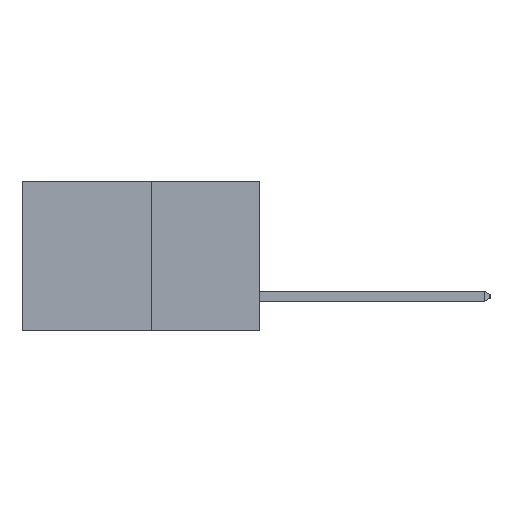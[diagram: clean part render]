
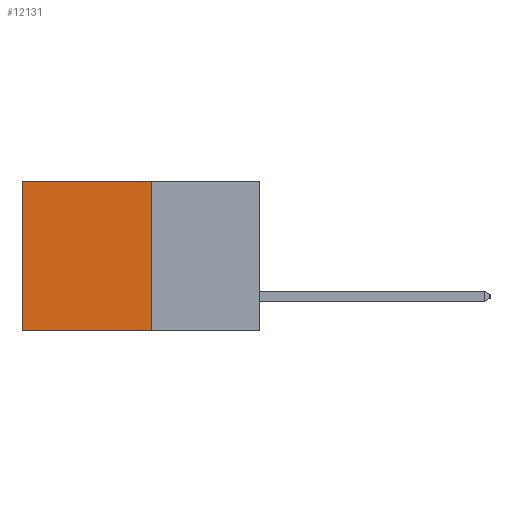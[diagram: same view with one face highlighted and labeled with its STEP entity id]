
A CAD part, left-side view. The second image highlights one B-rep face of the part: STEP entity #12131.
In plain terms, the highlighted planar face has unit normal (-1, 0, 0).
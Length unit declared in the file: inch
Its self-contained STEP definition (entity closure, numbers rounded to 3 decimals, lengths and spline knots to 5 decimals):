
#222 = LINE ( 'NONE', #2305, #9121 ) ;
#305 = FACE_OUTER_BOUND ( 'NONE', #9796, .T. ) ;
#1473 = VECTOR ( 'NONE', #19411, 39.37008 ) ;
#2024 = LINE ( 'NONE', #19043, #10349 ) ;
#2305 = CARTESIAN_POINT ( 'NONE',  ( 0.277, 0.59, -0.37 ) ) ;
#2573 = VERTEX_POINT ( 'NONE', #4874 ) ;
#4287 = LINE ( 'NONE', #22307, #17327 ) ;
#4545 = ORIENTED_EDGE ( 'NONE', *, *, #14807, .F. ) ;
#4874 = CARTESIAN_POINT ( 'NONE',  ( 0.277, 0.27, -0.37 ) ) ;
#5485 = EDGE_CURVE ( 'NONE', #2573, #14678, #15657, .T. ) ;
#5509 = CARTESIAN_POINT ( 'NONE',  ( 0.277, 0.27, 0. ) ) ;
#7866 = AXIS2_PLACEMENT_3D ( 'NONE', #8934, #21158, #10764 ) ;
#8351 = EDGE_CURVE ( 'NONE', #18330, #14678, #222, .T. ) ;
#8934 = CARTESIAN_POINT ( 'NONE',  ( 0.277, 0.27, -0.37 ) ) ;
#9121 = VECTOR ( 'NONE', #18238, 39.37008 ) ;
#9796 = EDGE_LOOP ( 'NONE', ( #17745, #16453, #4545, #13233 ) ) ;
#10278 = DIRECTION ( 'NONE',  ( 0., 0., -1. ) ) ;
#10349 = VECTOR ( 'NONE', #10278, 39.37008 ) ;
#10620 = EDGE_CURVE ( 'NONE', #21821, #18330, #4287, .T. ) ;
#10643 = CARTESIAN_POINT ( 'NONE',  ( 0.277, 0.59, 0. ) ) ;
#10764 = DIRECTION ( 'NONE',  ( 0., 0., -1. ) ) ;
#11724 = CARTESIAN_POINT ( 'NONE',  ( 0.277, 0.59, -0.37 ) ) ;
#12131 = ADVANCED_FACE ( 'NONE', ( #305 ), #19468, .F. ) ;
#13233 = ORIENTED_EDGE ( 'NONE', *, *, #10620, .T. ) ;
#14678 = VERTEX_POINT ( 'NONE', #11724 ) ;
#14807 = EDGE_CURVE ( 'NONE', #21821, #2573, #2024, .T. ) ;
#15657 = LINE ( 'NONE', #19513, #1473 ) ;
#16453 = ORIENTED_EDGE ( 'NONE', *, *, #5485, .F. ) ;
#17327 = VECTOR ( 'NONE', #19045, 39.37008 ) ;
#17745 = ORIENTED_EDGE ( 'NONE', *, *, #8351, .T. ) ;
#18238 = DIRECTION ( 'NONE',  ( 0., 0., -1. ) ) ;
#18330 = VERTEX_POINT ( 'NONE', #10643 ) ;
#19043 = CARTESIAN_POINT ( 'NONE',  ( 0.277, 0.27, -0.37 ) ) ;
#19045 = DIRECTION ( 'NONE',  ( 0., 1., 0. ) ) ;
#19411 = DIRECTION ( 'NONE',  ( 0., 1., 0. ) ) ;
#19468 = PLANE ( 'NONE',  #7866 ) ;
#19513 = CARTESIAN_POINT ( 'NONE',  ( 0.277, 0.27, -0.37 ) ) ;
#21158 = DIRECTION ( 'NONE',  ( 1., 0., 0. ) ) ;
#21821 = VERTEX_POINT ( 'NONE', #5509 ) ;
#22307 = CARTESIAN_POINT ( 'NONE',  ( 0.277, 0.27, 0. ) ) ;
